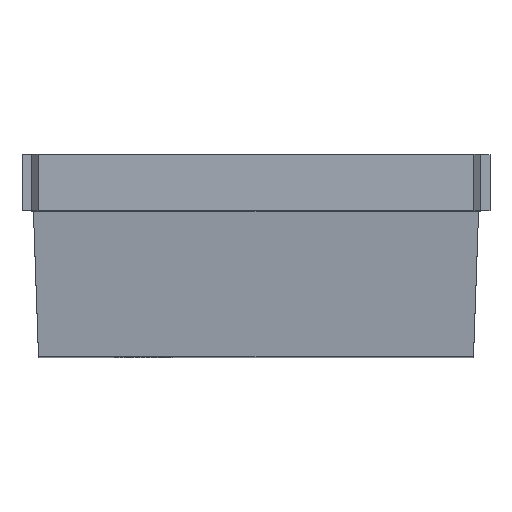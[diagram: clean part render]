
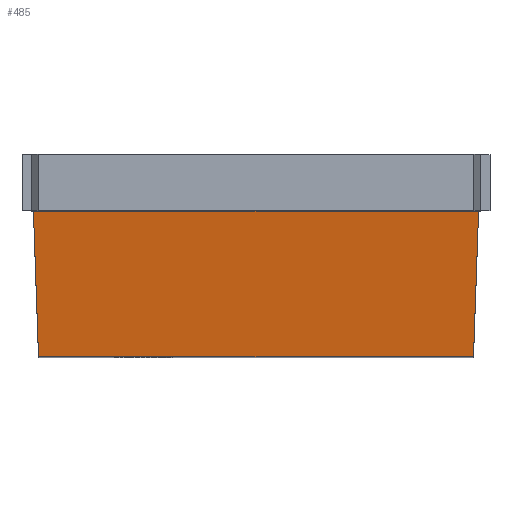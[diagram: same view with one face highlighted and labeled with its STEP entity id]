
A CAD part, top view. The second image highlights one B-rep face of the part: STEP entity #485.
In plain terms, the highlighted face is planar.
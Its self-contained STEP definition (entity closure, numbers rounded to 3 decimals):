
#29=DIRECTION('',(0.,0.,1.));
#30=VECTOR('',#29,7.62);
#31=CARTESIAN_POINT('',(3.55,1.27,-3.81));
#32=LINE('',#31,#30);
#37=DIRECTION('',(-0.122,-0.992,-0.035));
#38=VECTOR('',#37,3.327);
#39=CARTESIAN_POINT('',(3.955,4.57,-4.92));
#40=LINE('',#39,#38);
#44=DIRECTION('',(0.,0.,1.));
#45=VECTOR('',#44,9.841);
#46=CARTESIAN_POINT('',(3.955,4.57,-4.92));
#47=LINE('',#46,#45);
#51=DIRECTION('',(-0.122,-0.992,0.035));
#52=VECTOR('',#51,3.327);
#53=CARTESIAN_POINT('',(3.955,4.57,4.92));
#54=LINE('',#53,#52);
#191=DIRECTION('',(0.,0.,1.));
#192=VECTOR('',#191,1.226);
#193=CARTESIAN_POINT('',(3.55,1.27,3.81));
#194=LINE('',#193,#192);
#219=DIRECTION('',(0.,0.,1.));
#220=VECTOR('',#219,1.226);
#221=CARTESIAN_POINT('',(3.55,1.27,-5.036));
#222=LINE('',#221,#220);
#434=CARTESIAN_POINT('',(3.55,1.27,-3.81));
#435=CARTESIAN_POINT('',(3.55,1.27,3.81));
#436=VERTEX_POINT('',#434);
#437=VERTEX_POINT('',#435);
#448=CARTESIAN_POINT('',(3.955,4.57,4.92));
#449=VERTEX_POINT('',#448);
#450=CARTESIAN_POINT('',(3.55,1.27,5.036));
#451=VERTEX_POINT('',#450);
#462=CARTESIAN_POINT('',(3.955,4.57,-4.92));
#463=VERTEX_POINT('',#462);
#464=CARTESIAN_POINT('',(3.55,1.27,-5.036));
#465=VERTEX_POINT('',#464);
#466=CARTESIAN_POINT('',(3.955,4.57,-5.08));
#467=DIRECTION('',(-0.993,0.122,0.));
#468=DIRECTION('',(-0.122,-0.993,0.));
#469=AXIS2_PLACEMENT_3D('',#466,#467,#468);
#470=PLANE('',#469);
#472=ORIENTED_EDGE('',*,*,#471,.F.);
#474=ORIENTED_EDGE('',*,*,#473,.F.);
#476=ORIENTED_EDGE('',*,*,#475,.F.);
#478=ORIENTED_EDGE('',*,*,#477,.T.);
#480=ORIENTED_EDGE('',*,*,#479,.T.);
#482=ORIENTED_EDGE('',*,*,#481,.F.);
#483=EDGE_LOOP('',(#472,#474,#476,#478,#480,#482));
#484=FACE_OUTER_BOUND('',#483,.F.);
#471=EDGE_CURVE('',#436,#437,#32,.T.);
#473=EDGE_CURVE('',#465,#436,#222,.T.);
#475=EDGE_CURVE('',#463,#465,#40,.T.);
#477=EDGE_CURVE('',#463,#449,#47,.T.);
#479=EDGE_CURVE('',#449,#451,#54,.T.);
#481=EDGE_CURVE('',#437,#451,#194,.T.);
#485=ADVANCED_FACE('',(#484),#470,.T.);
